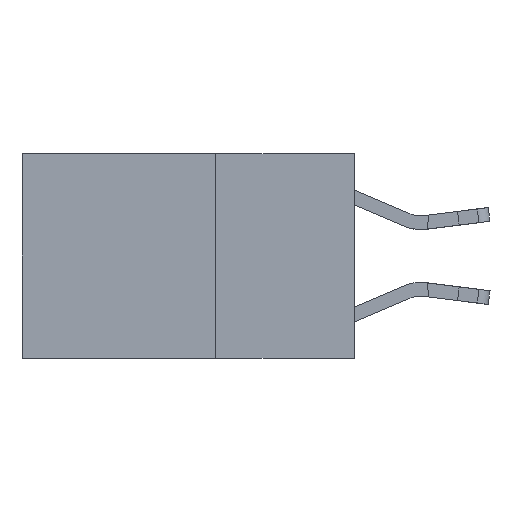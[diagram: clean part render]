
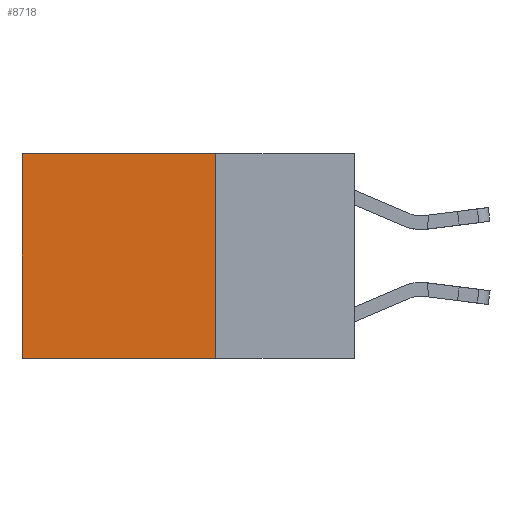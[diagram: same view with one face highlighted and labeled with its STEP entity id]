
A CAD part, left-side view. The second image highlights one B-rep face of the part: STEP entity #8718.
In plain terms, the highlighted planar face has unit normal (-1, 0, 0).
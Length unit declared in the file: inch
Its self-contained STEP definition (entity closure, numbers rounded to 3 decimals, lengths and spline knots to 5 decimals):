
#303 = CARTESIAN_POINT ( 'NONE',  ( 0.2625, 0.25, -0.37 ) ) ;
#440 = ORIENTED_EDGE ( 'NONE', *, *, #19411, .F. ) ;
#918 = FACE_OUTER_BOUND ( 'NONE', #11766, .T. ) ;
#964 = VERTEX_POINT ( 'NONE', #14374 ) ;
#2590 = DIRECTION ( 'NONE',  ( 0., 0., -1. ) ) ;
#3743 = CARTESIAN_POINT ( 'NONE',  ( 0.2625, 0.6, -0.37 ) ) ;
#3820 = VECTOR ( 'NONE', #8985, 39.37008 ) ;
#3851 = CARTESIAN_POINT ( 'NONE',  ( 0.2625, 0.25, -0.37 ) ) ;
#4161 = CARTESIAN_POINT ( 'NONE',  ( 0.2625, 0.6, 0. ) ) ;
#4350 = LINE ( 'NONE', #7405, #3820 ) ;
#4455 = AXIS2_PLACEMENT_3D ( 'NONE', #8949, #19589, #10587 ) ;
#6703 = VECTOR ( 'NONE', #10889, 39.37008 ) ;
#7405 = CARTESIAN_POINT ( 'NONE',  ( 0.2625, 0.25, 0. ) ) ;
#7697 = CARTESIAN_POINT ( 'NONE',  ( 0.2625, 0.25, 0. ) ) ;
#8101 = EDGE_CURVE ( 'NONE', #964, #9996, #14957, .T. ) ;
#8536 = VERTEX_POINT ( 'NONE', #3851 ) ;
#8718 = ADVANCED_FACE ( 'NONE', ( #918 ), #18087, .F. ) ;
#8949 = CARTESIAN_POINT ( 'NONE',  ( 0.2625, 0.25, 0. ) ) ;
#8985 = DIRECTION ( 'NONE',  ( 0., 0., -1. ) ) ;
#9870 = DIRECTION ( 'NONE',  ( 0., 1., 0. ) ) ;
#9996 = VERTEX_POINT ( 'NONE', #13591 ) ;
#10587 = DIRECTION ( 'NONE',  ( 0., 0., -1. ) ) ;
#10889 = DIRECTION ( 'NONE',  ( 0., 1., 0. ) ) ;
#11766 = EDGE_LOOP ( 'NONE', ( #12114, #440, #12088, #14585 ) ) ;
#12088 = ORIENTED_EDGE ( 'NONE', *, *, #18131, .F. ) ;
#12114 = ORIENTED_EDGE ( 'NONE', *, *, #15616, .T. ) ;
#13510 = LINE ( 'NONE', #4161, #17465 ) ;
#13591 = CARTESIAN_POINT ( 'NONE',  ( 0.2625, 0.6, 0. ) ) ;
#14374 = CARTESIAN_POINT ( 'NONE',  ( 0.2625, 0.25, 0. ) ) ;
#14579 = LINE ( 'NONE', #303, #17126 ) ;
#14585 = ORIENTED_EDGE ( 'NONE', *, *, #8101, .T. ) ;
#14957 = LINE ( 'NONE', #7697, #6703 ) ;
#15616 = EDGE_CURVE ( 'NONE', #9996, #17880, #13510, .T. ) ;
#17126 = VECTOR ( 'NONE', #9870, 39.37008 ) ;
#17465 = VECTOR ( 'NONE', #2590, 39.37008 ) ;
#17880 = VERTEX_POINT ( 'NONE', #3743 ) ;
#18087 = PLANE ( 'NONE',  #4455 ) ;
#18131 = EDGE_CURVE ( 'NONE', #964, #8536, #4350, .T. ) ;
#19411 = EDGE_CURVE ( 'NONE', #8536, #17880, #14579, .T. ) ;
#19589 = DIRECTION ( 'NONE',  ( 1., 0., 0. ) ) ;
